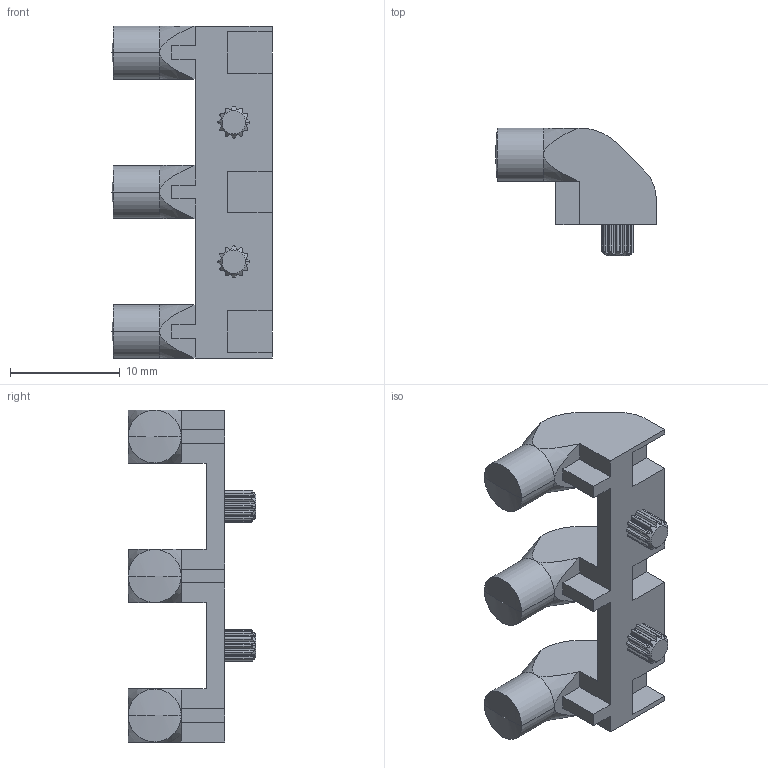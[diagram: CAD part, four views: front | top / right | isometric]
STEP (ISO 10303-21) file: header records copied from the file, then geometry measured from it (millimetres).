
FILE_DESCRIPTION((''),'2;1');
FILE_NAME('5151010','2022-08-02T09:07:27',('ldichoso'),(''),'CREO PARAMETRIC BY PTC INC, 2021304','CREO PARAMETRIC BY PTC INC, 2021304','');
FILE_SCHEMA(('CONFIG_CONTROL_DESIGN'));
Length unit declared in the file: inch
Products named in the file (1): 5151010
Bounding box: 14.61 x 11.61 x 30.23 mm (x, y, z)
Volume: 1284.6 mm3; surface area: 1441 mm2
Topology: 1 solids, 1 shells, 195 faces, 552 edges, 355 vertices
Faces by surface type: plane 97, cylinder 76, cone 16, sphere 6
Entity records: 6854 total; most frequent: CARTESIAN_POINT 1958, ORIENTED_EDGE 1092, DIRECTION 916, EDGE_CURVE 546, VERTEX_POINT 355, AXIS2_PLACEMENT_3D 307, VECTOR 302, LINE 302
